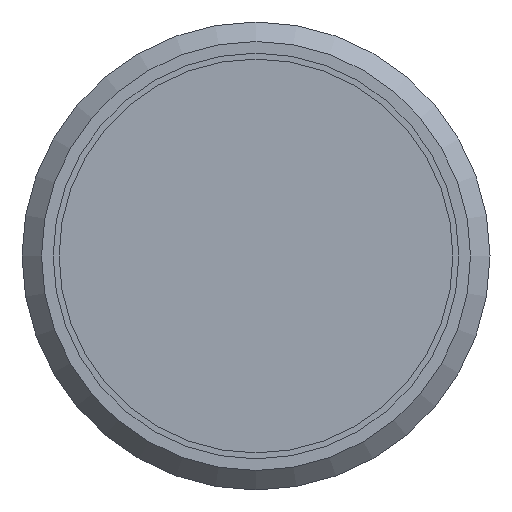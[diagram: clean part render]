
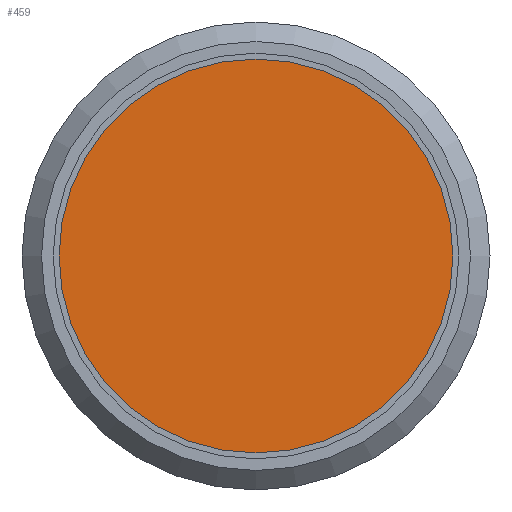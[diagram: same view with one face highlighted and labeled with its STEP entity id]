
A CAD part, front view. The second image highlights one B-rep face of the part: STEP entity #459.
In plain terms, the highlighted planar face has unit normal (0, -1, 0).
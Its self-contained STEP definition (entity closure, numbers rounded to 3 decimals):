
#96=FACE_OUTER_BOUND('',#130,.T.);
#130=EDGE_LOOP('',(#306));
#172=CIRCLE('',#517,5.05);
#204=VERTEX_POINT('',#739);
#243=EDGE_CURVE('',#204,#204,#172,.T.);
#306=ORIENTED_EDGE('',*,*,#243,.T.);
#409=PLANE('',#518);
#459=ADVANCED_FACE('',(#96),#409,.T.);
#517=AXIS2_PLACEMENT_3D('',#740,#592,#593);
#518=AXIS2_PLACEMENT_3D('',#742,#595,#596);
#592=DIRECTION('center_axis',(0.,-1.,0.));
#593=DIRECTION('ref_axis',(1.,0.,0.));
#595=DIRECTION('center_axis',(0.,-1.,0.));
#596=DIRECTION('ref_axis',(0.,0.,-1.));
#739=CARTESIAN_POINT('',(-5.05,0.,0.));
#740=CARTESIAN_POINT('Origin',(0.,0.,
0.));
#742=CARTESIAN_POINT('Origin',(2.525,0.,0.));
